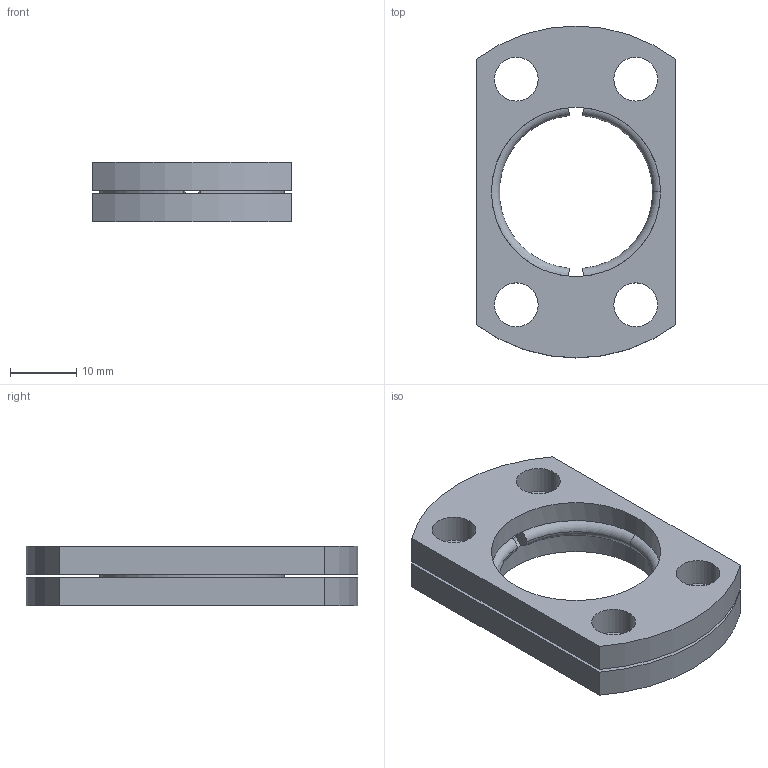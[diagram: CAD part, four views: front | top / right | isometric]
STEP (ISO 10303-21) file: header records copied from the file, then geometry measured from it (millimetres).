
FILE_DESCRIPTION (( 'STEP AP203' ), '1' );
FILE_NAME ('D_025.step', '2018-12-22T23:05:08', ( '' ), ( '' ), 'SwSTEP 2.0', 'SolidWorks 2016', '' );
FILE_SCHEMA (( 'CONFIG_CONTROL_DESIGN' ));
Length unit declared in the file: millimetre
Products named in the file (1): D_025
Bounding box: 30 x 50 x 9 mm (x, y, z)
Volume: 6636.8 mm3; surface area: 5634.5 mm2
Topology: 1 solids, 1 shells, 49 faces, 128 edges, 79 vertices
Faces by surface type: cylinder 24, torus 13, plane 12
Entity records: 1663 total; most frequent: DIRECTION 320, CARTESIAN_POINT 257, ORIENTED_EDGE 256, AXIS2_PLACEMENT_3D 142, EDGE_CURVE 128, CIRCLE 92, VERTEX_POINT 79, EDGE_LOOP 69
